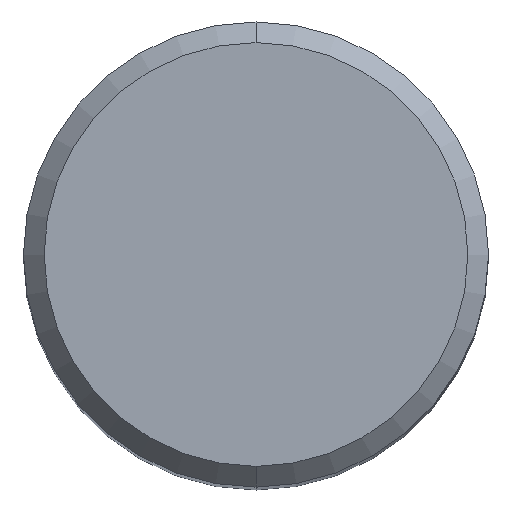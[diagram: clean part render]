
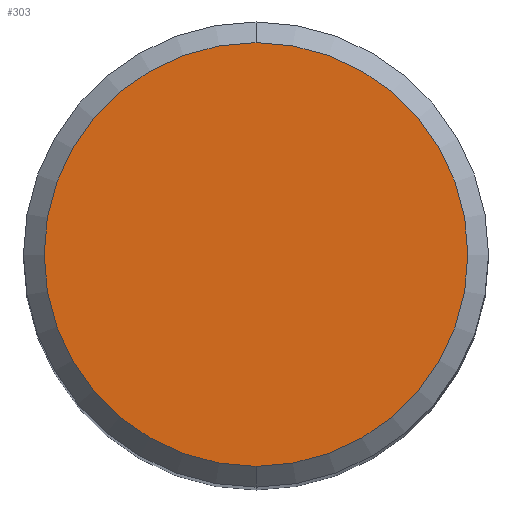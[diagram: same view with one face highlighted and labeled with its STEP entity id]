
A CAD part, top view. The second image highlights one B-rep face of the part: STEP entity #303.
In plain terms, the highlighted planar face has unit normal (0, 0, 1).
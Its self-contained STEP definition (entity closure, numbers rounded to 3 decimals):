
#241=VERTEX_POINT('',#556);
#271=VERTEX_POINT('',#590);
#303=ADVANCED_FACE('',(#624),#625,.T.);
#307=EDGE_CURVE('',#271,#241,#629,.T.);
#409=EDGE_CURVE('',#241,#271,#740,.T.);
#556=CARTESIAN_POINT('',(0.0,8.2,0.0));
#590=CARTESIAN_POINT('',(0.,-8.2,0.0));
#624=FACE_OUTER_BOUND('',#1105,.T.);
#625=PLANE('',#1106);
#629=CIRCLE('',#1111,8.2);
#740=CIRCLE('',#1371,8.2);
#1105=EDGE_LOOP('',(#1673,#1674));
#1106=AXIS2_PLACEMENT_3D('',#1675,#1676,#1677);
#1111=AXIS2_PLACEMENT_3D('',#1678,#1679,#1680);
#1371=AXIS2_PLACEMENT_3D('',#1803,#1804,#1805);
#1673=ORIENTED_EDGE('',*,*,#409,.F.);
#1674=ORIENTED_EDGE('',*,*,#307,.F.);
#1675=CARTESIAN_POINT('',(0.0,4.1,0.0));
#1676=DIRECTION('',(-0.0,0.0,1.0));
#1677=DIRECTION('',(0.0,-1.0,0.0));
#1678=CARTESIAN_POINT('',(0.0,0.0,0.0));
#1679=DIRECTION('',(0.0,0.0,-1.0));
#1680=DIRECTION('',(0.0,1.0,0.0));
#1803=CARTESIAN_POINT('',(0.0,0.0,0.0));
#1804=DIRECTION('',(0.0,0.0,-1.0));
#1805=DIRECTION('',(0.0,1.0,0.0));
